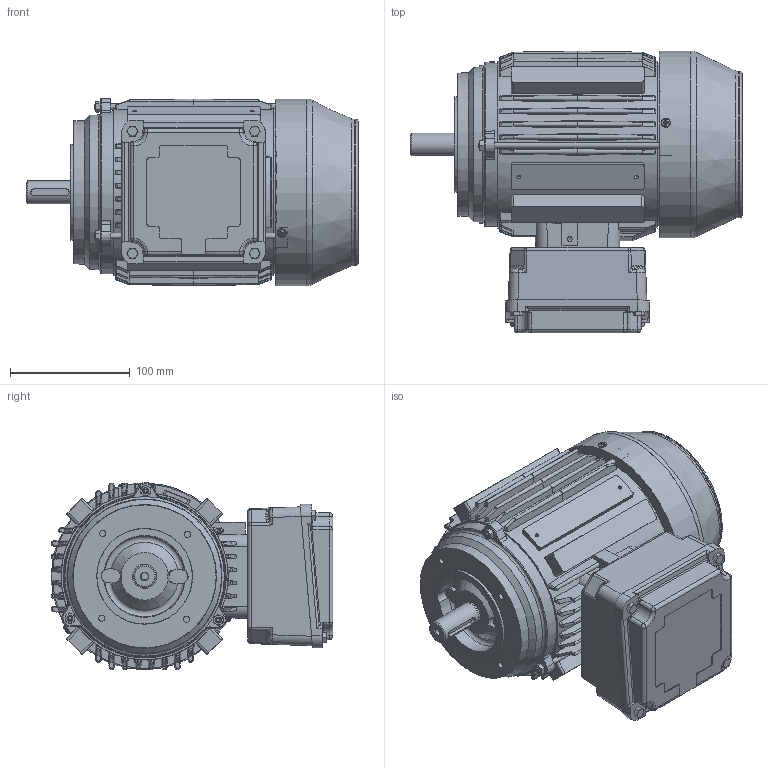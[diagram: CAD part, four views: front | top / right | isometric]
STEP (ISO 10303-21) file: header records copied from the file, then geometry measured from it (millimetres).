
FILE_DESCRIPTION(/* description */ ('AdapterTestApp'),/* implementation_level */ '2;1');
FILE_NAME(/* name */ 'DF80M B14 IC411',/* time_stamp */ '2018-12-10T10:38:31+01:00',/* author */ ('AdapterTestApp'),/* organization */ ('Siemens PLM Software'),/* preprocessor_version */ 'ST-DEVELOPER v15.6',/* originating_system */ 'DEX',/* authorisation */ $);
FILE_SCHEMA (('AUTOMOTIVE_DESIGN {1 0 10303 214 3 1 1}'));
Products named in the file (1): DF80M B14 IC411
Bounding box: 277.23 x 235.17 x 156.37 mm (x, y, z)
Volume: 1359178.7 mm3; surface area: 499260.5 mm2
Topology: 1 solids, 20 shells, 1604 faces, 4121 edges, 2591 vertices
Faces by surface type: plane 645, cylinder 454, cone 217, bspline 150, torus 108, sphere 30
Full cylindrical faces by diameter (mm): 2.594 x2, 3.2 x2, 3.3 x3, 3.6 x4, 4 x3, 4.134 x10, 4.351 x4, 4.5 x3, 4.826 x6, 5 x7, 5.188 x5, 5.42 x4, 5.8 x8, 6 x9, 7.5 x3, 7.9 x3, 17.265 x1, 19 x1, 19.5 x2, 20.193 x1, 28 x1, 29.997 x1, 35 x1, 47 x1, 80 x1, 85.968 x1, 109.81 x1, 118.2 x1, 120.18 x1, 122 x1
Entity records: 66366 total; most frequent: CARTESIAN_POINT 30368, ORIENTED_EDGE 7548, DIRECTION 7071, EDGE_CURVE 3774, AXIS2_PLACEMENT_3D 2795, VERTEX_POINT 2489, FACE_BOUND 1921, EDGE_LOOP 1906
